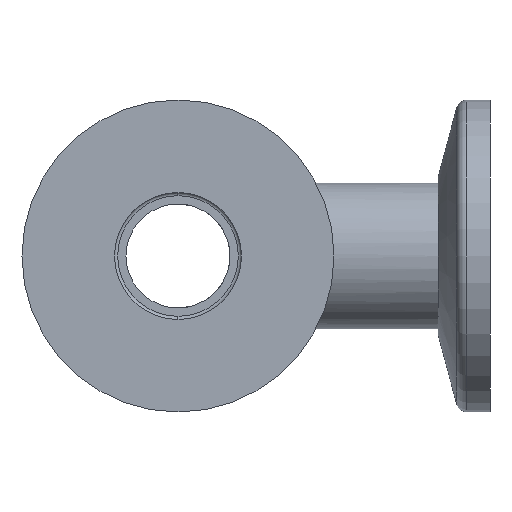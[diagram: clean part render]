
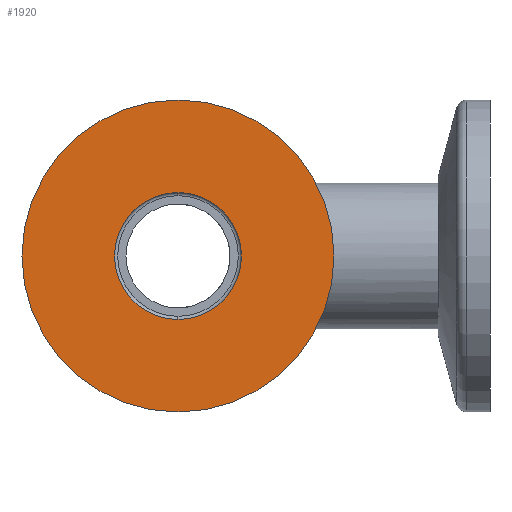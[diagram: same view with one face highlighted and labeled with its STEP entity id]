
A CAD part, left-side view. The second image highlights one B-rep face of the part: STEP entity #1920.
In plain terms, the highlighted planar face has unit normal (-1, 0, 0).
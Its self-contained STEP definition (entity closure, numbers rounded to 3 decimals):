
#3 = CARTESIAN_POINT ( 'NONE',  ( -4., 0., -15. ) ) ;
#211 = CIRCLE ( 'NONE', #1991, 6.1 ) ;
#250 = VERTEX_POINT ( 'NONE', #2080 ) ;
#387 = FACE_BOUND ( 'NONE', #1378, .T. ) ;
#405 = AXIS2_PLACEMENT_3D ( 'NONE', #1052, #2344, #1268 ) ;
#415 = CARTESIAN_POINT ( 'NONE',  ( -4., 0., 0. ) ) ;
#434 = CIRCLE ( 'NONE', #405, 6.1 ) ;
#486 = CARTESIAN_POINT ( 'NONE',  ( -4., 0., 15. ) ) ;
#493 = DIRECTION ( 'NONE',  ( -1., 0., 0. ) ) ;
#500 = DIRECTION ( 'NONE',  ( 0., 0., 1. ) ) ;
#696 = CARTESIAN_POINT ( 'NONE',  ( -4., 0., -6.1 ) ) ;
#805 = AXIS2_PLACEMENT_3D ( 'NONE', #696, #2199, #1819 ) ;
#926 = CARTESIAN_POINT ( 'NONE',  ( -4., 0., 0. ) ) ;
#970 = EDGE_CURVE ( 'NONE', #1604, #1630, #2337, .T. ) ;
#1052 = CARTESIAN_POINT ( 'NONE',  ( -4., 0., 0. ) ) ;
#1084 = AXIS2_PLACEMENT_3D ( 'NONE', #1255, #1272, #1283 ) ;
#1099 = DIRECTION ( 'NONE',  ( 0., 0., 1. ) ) ;
#1165 = EDGE_CURVE ( 'NONE', #250, #1457, #434, .T. ) ;
#1255 = CARTESIAN_POINT ( 'NONE',  ( -4., 0., 0. ) ) ;
#1268 = DIRECTION ( 'NONE',  ( 0., 0., 1. ) ) ;
#1272 = DIRECTION ( 'NONE',  ( -1., 0., 0. ) ) ;
#1283 = DIRECTION ( 'NONE',  ( 0., 0., 1. ) ) ;
#1378 = EDGE_LOOP ( 'NONE', ( #1606, #1958 ) ) ;
#1406 = EDGE_LOOP ( 'NONE', ( #1494, #2010 ) ) ;
#1414 = DIRECTION ( 'NONE',  ( -1., 0., 0. ) ) ;
#1423 = EDGE_CURVE ( 'NONE', #1457, #250, #211, .T. ) ;
#1457 = VERTEX_POINT ( 'NONE', #2036 ) ;
#1494 = ORIENTED_EDGE ( 'NONE', *, *, #1711, .T. ) ;
#1604 = VERTEX_POINT ( 'NONE', #3 ) ;
#1606 = ORIENTED_EDGE ( 'NONE', *, *, #1423, .F. ) ;
#1608 = CIRCLE ( 'NONE', #2066, 15. ) ;
#1630 = VERTEX_POINT ( 'NONE', #486 ) ;
#1711 = EDGE_CURVE ( 'NONE', #1630, #1604, #1608, .T. ) ;
#1819 = DIRECTION ( 'NONE',  ( 0., 0., -1. ) ) ;
#1856 = FACE_OUTER_BOUND ( 'NONE', #1406, .T. ) ;
#1920 = ADVANCED_FACE ( 'NONE', ( #387, #1856 ), #2454, .F. ) ;
#1958 = ORIENTED_EDGE ( 'NONE', *, *, #1165, .F. ) ;
#1991 = AXIS2_PLACEMENT_3D ( 'NONE', #926, #1414, #1099 ) ;
#2010 = ORIENTED_EDGE ( 'NONE', *, *, #970, .T. ) ;
#2036 = CARTESIAN_POINT ( 'NONE',  ( -4., 0., 6.1 ) ) ;
#2066 = AXIS2_PLACEMENT_3D ( 'NONE', #415, #493, #500 ) ;
#2080 = CARTESIAN_POINT ( 'NONE',  ( -4., 0., -6.1 ) ) ;
#2199 = DIRECTION ( 'NONE',  ( 1., 0., 0. ) ) ;
#2337 = CIRCLE ( 'NONE', #1084, 15. ) ;
#2344 = DIRECTION ( 'NONE',  ( -1., 0., 0. ) ) ;
#2454 = PLANE ( 'NONE',  #805 ) ;
